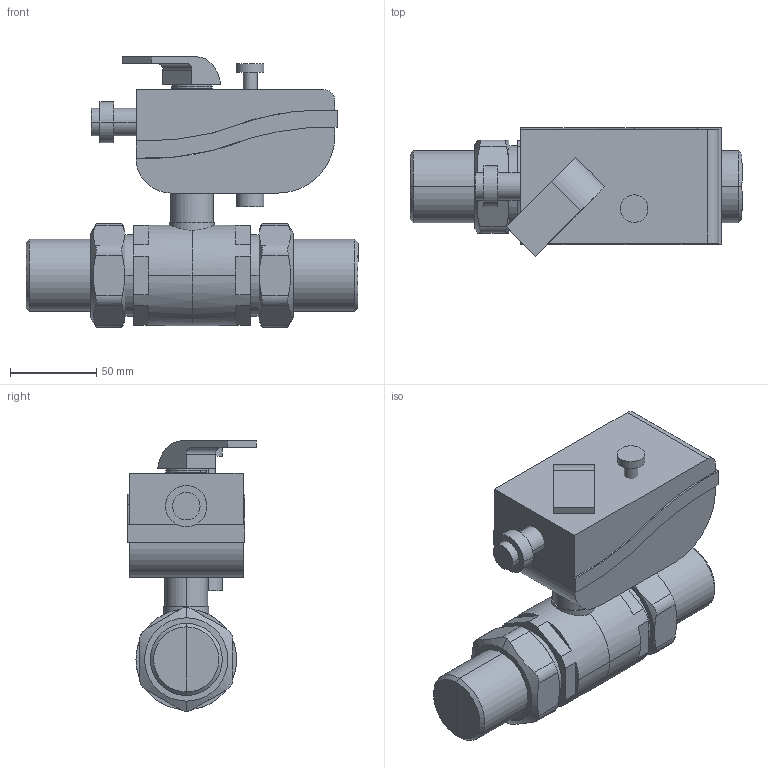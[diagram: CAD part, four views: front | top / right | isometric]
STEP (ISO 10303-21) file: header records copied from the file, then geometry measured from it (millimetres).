
FILE_DESCRIPTION(/* description */ (''),/* implementation_level */ '2;1');
FILE_NAME(/* name */ '638072 (STP).stp',/* time_stamp */ '2018-07-23T14:32:11+02:00',/* author */ ('ufftec'),/* organization */ (''),/* preprocessor_version */ 'ST-DEVELOPER v16.5',/* originating_system */ 'Autodesk Inventor 2017',/* authorisation */ '');
FILE_SCHEMA (('AUTOMOTIVE_DESIGN { 1 0 10303 214 3 1 1 }'));
Length unit declared in the file: millimetre
Products named in the file (1): 638072
Bounding box: 193 x 74.66 x 157.2 mm (x, y, z)
Volume: 873308.4 mm3; surface area: 116028 mm2
Topology: 8 solids, 8 shells, 159 faces, 384 edges, 250 vertices
Faces by surface type: plane 86, cylinder 61, cone 12
Entity records: 4976 total; most frequent: CARTESIAN_POINT 1248, DIRECTION 775, ORIENTED_EDGE 768, EDGE_CURVE 384, AXIS2_PLACEMENT_3D 293, VERTEX_POINT 250, LINE 189, VECTOR 189
